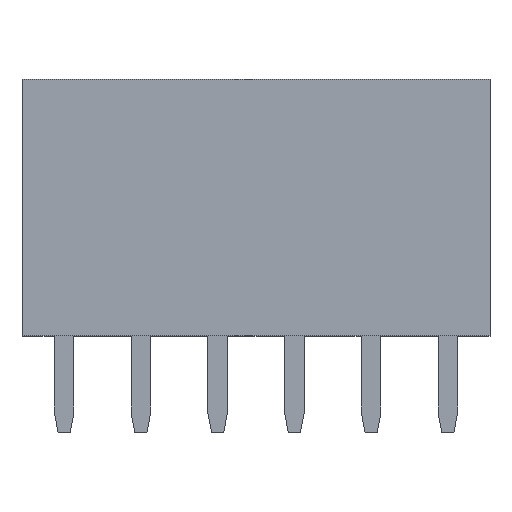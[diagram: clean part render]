
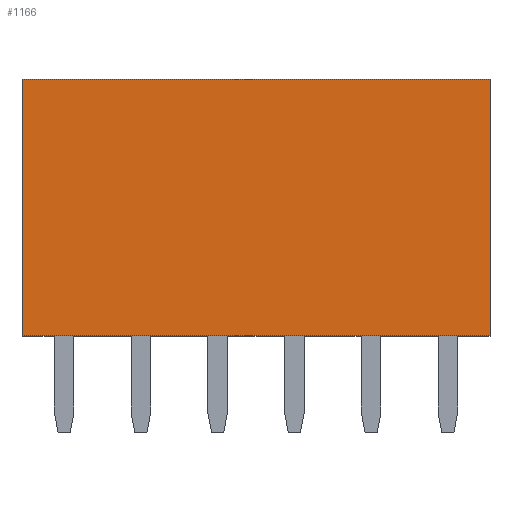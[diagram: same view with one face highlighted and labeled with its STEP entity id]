
A CAD part, top view. The second image highlights one B-rep face of the part: STEP entity #1166.
In plain terms, the highlighted planar face has unit normal (0, 0, 1).
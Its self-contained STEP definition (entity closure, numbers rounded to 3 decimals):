
#1166=ADVANCED_FACE('',(#2359),#2360,.T.);
#2359=FACE_OUTER_BOUND('',#3562,.T.);
#2360=PLANE('',#3563);
#3562=EDGE_LOOP('',(#7359,#7360,#7361,#7362));
#3563=AXIS2_PLACEMENT_3D('',#7363,#7364,#7365);
#7359=ORIENTED_EDGE('',*,*,#9052,.T.);
#7360=ORIENTED_EDGE('',*,*,#9053,.F.);
#7361=ORIENTED_EDGE('',*,*,#9054,.F.);
#7362=ORIENTED_EDGE('',*,*,#8240,.T.);
#7363=CARTESIAN_POINT('',(-7.745,4.25,2.5));
#7364=DIRECTION('',(0.,0.0,1.0));
#7365=DIRECTION('',(0.0,-1.0,0.0));
#8240=EDGE_CURVE('',#10183,#10181,#10184,.T.);
#9052=EDGE_CURVE('',#10181,#11400,#11401,.T.);
#9053=EDGE_CURVE('',#11402,#11400,#11403,.T.);
#9054=EDGE_CURVE('',#10183,#11402,#11404,.T.);
#10181=VERTEX_POINT('',#13039);
#10183=VERTEX_POINT('',#13042);
#10184=LINE('',#13043,#13044);
#11400=VERTEX_POINT('',#14848);
#11401=LINE('',#14849,#14850);
#11402=VERTEX_POINT('',#14851);
#11403=LINE('',#14852,#14853);
#11404=LINE('',#14854,#14855);
#13039=CARTESIAN_POINT('',(7.745,0.0,2.5));
#13042=CARTESIAN_POINT('',(-7.745,0.0,2.5));
#13043=CARTESIAN_POINT('',(-7.745,0.0,2.5));
#13044=VECTOR('',#15545,1.0);
#14848=CARTESIAN_POINT('',(7.745,8.5,2.5));
#14849=CARTESIAN_POINT('',(7.745,0.0,2.5));
#14850=VECTOR('',#16209,1.0);
#14851=CARTESIAN_POINT('',(-7.745,8.5,2.5));
#14852=CARTESIAN_POINT('',(-7.745,8.5,2.5));
#14853=VECTOR('',#16210,1.0);
#14854=CARTESIAN_POINT('',(-7.745,0.0,2.5));
#14855=VECTOR('',#16211,1.0);
#15545=DIRECTION('',(1.0,0.0,0.));
#16209=DIRECTION('',(0.0,1.0,0.0));
#16210=DIRECTION('',(1.0,0.0,0.));
#16211=DIRECTION('',(0.0,1.0,0.0));
